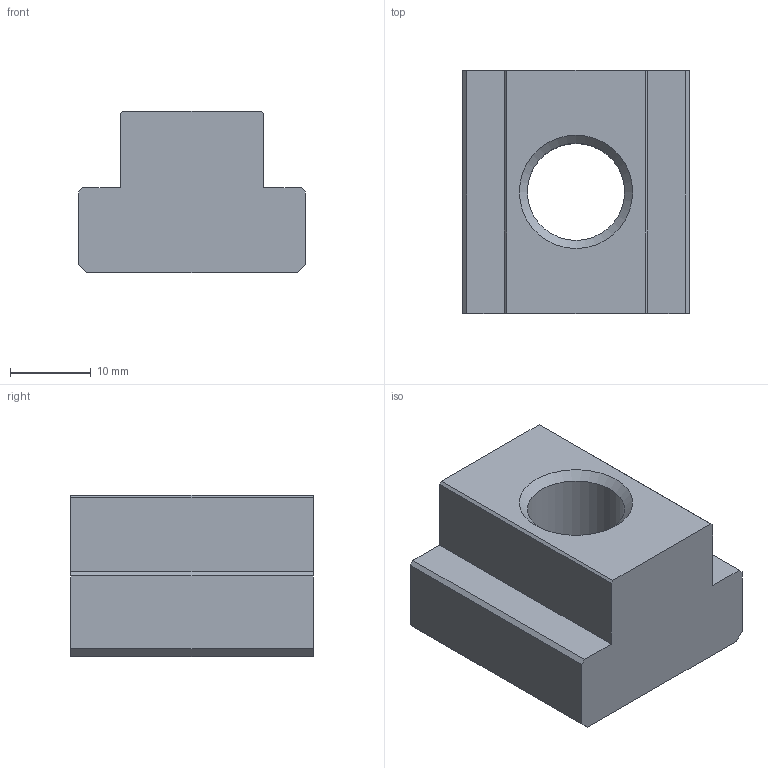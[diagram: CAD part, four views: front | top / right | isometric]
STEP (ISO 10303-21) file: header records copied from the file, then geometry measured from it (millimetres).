
FILE_DESCRIPTION( ( 'Unknown' ), '1' );
FILE_NAME( 'PT06-1814.stp', 'Unknown', ( 'Unknown' ), ( 'Unknown' ), 'XStep 1.0', 'Unknown', ' ' );
FILE_SCHEMA( ( 'CONFIG_CONTROL_DESIGN' ) );
Length unit declared in the file: millimetre
Products named in the file (1): 1
Bounding box: 28 x 30 x 20 mm (x, y, z)
Volume: 11522.6 mm3; surface area: 4224.6 mm2
Topology: 1 solids, 1 shells, 19 faces, 50 edges, 33 vertices
Faces by surface type: plane 16, cone 2, cylinder 1
Full cylindrical faces by diameter (mm): 12 x1
Entity records: 604 total; most frequent: CARTESIAN_POINT 98, ORIENTED_EDGE 92, DIRECTION 90, EDGE_CURVE 46, LINE 42, VECTOR 42, VERTEX_POINT 32, AXIS2_PLACEMENT_3D 24
